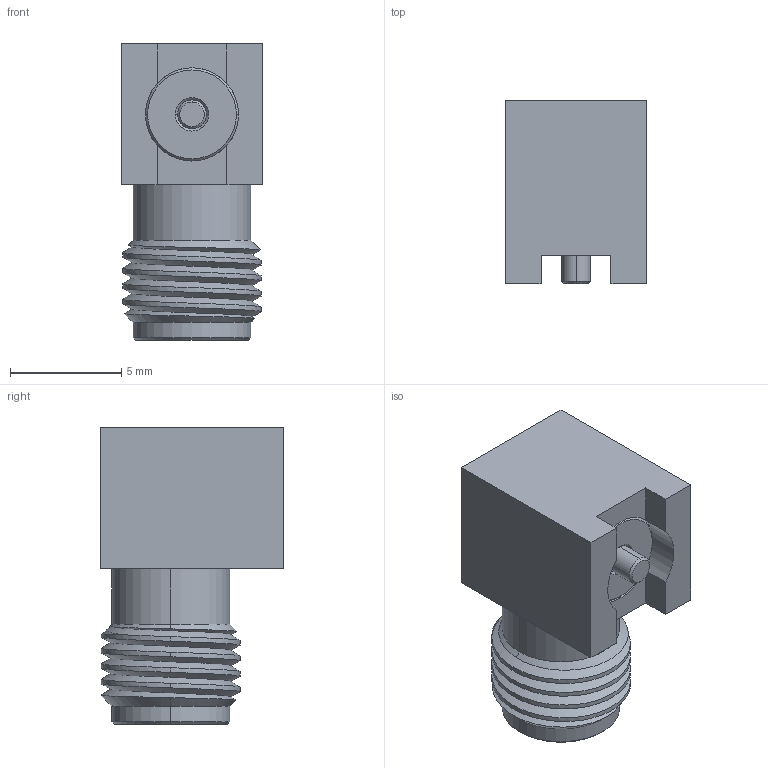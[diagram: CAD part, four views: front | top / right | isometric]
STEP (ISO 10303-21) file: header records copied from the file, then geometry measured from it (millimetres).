
FILE_DESCRIPTION (( 'STEP AP214' ), '1' );
FILE_NAME ('30-467-D3.STEP', '2024-08-12T08:55:11', ( '' ), ( '' ), 'SwSTEP 2.0', 'SolidWorks 2024', '' );
FILE_SCHEMA (( 'AUTOMOTIVE_DESIGN' ));
Length unit declared in the file: millimetre
Products named in the file (1): 30-467-D3
Bounding box: 6.35 x 8.26 x 13.34 mm (x, y, z)
Surface area: 602 mm2 (no closed solid volume)
Topology: 0 solids, 6 shells, 62 faces, 164 edges, 109 vertices
Faces by surface type: cylinder 21, plane 20, cone 19, bspline 2
Entity records: 2645 total; most frequent: CARTESIAN_POINT 1148, DIRECTION 311, ORIENTED_EDGE 299, EDGE_CURVE 164, AXIS2_PLACEMENT_3D 119, VERTEX_POINT 109, LINE 73, VECTOR 73
